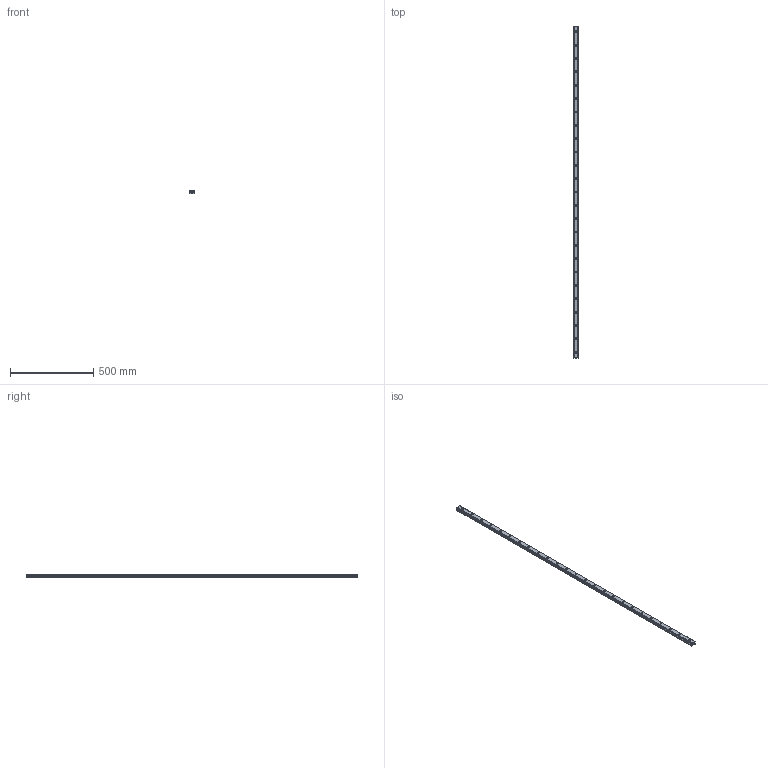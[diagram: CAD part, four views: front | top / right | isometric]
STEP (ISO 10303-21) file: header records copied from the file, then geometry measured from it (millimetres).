
FILE_DESCRIPTION(('STEP AP214'),'1');
FILE_NAME('cctmp_0ECD7BCB-F0C8-41A4-BE4E-DAE3D53C54E9_2021_02_12_10_26_38_0087..stp','2021-02-12T09:26:38',('HIWIN GmbH'),('CADClick - www.CADClick.com'),'Spatial InterOp 3D',' ','unknown authorization');
FILE_SCHEMA(('AUTOMOTIVE_DESIGN'));
Length unit declared in the file: millimetre
Products named in the file (1): EGR30R1990C_FILE
Bounding box: 28 x 1990 x 23 mm (x, y, z)
Volume: 1112396.2 mm3; surface area: 223889.4 mm2
Topology: 1 solids, 1 shells, 328 faces, 741 edges, 494 vertices
Faces by surface type: cylinder 168, plane 160
Entity records: 11949 total; most frequent: DIRECTION 1735, CARTESIAN_POINT 1564, ORIENTED_EDGE 1482, EDGE_CURVE 741, AXIS2_PLACEMENT_3D 665, VERTEX_POINT 494, EDGE_LOOP 407, LINE 405
